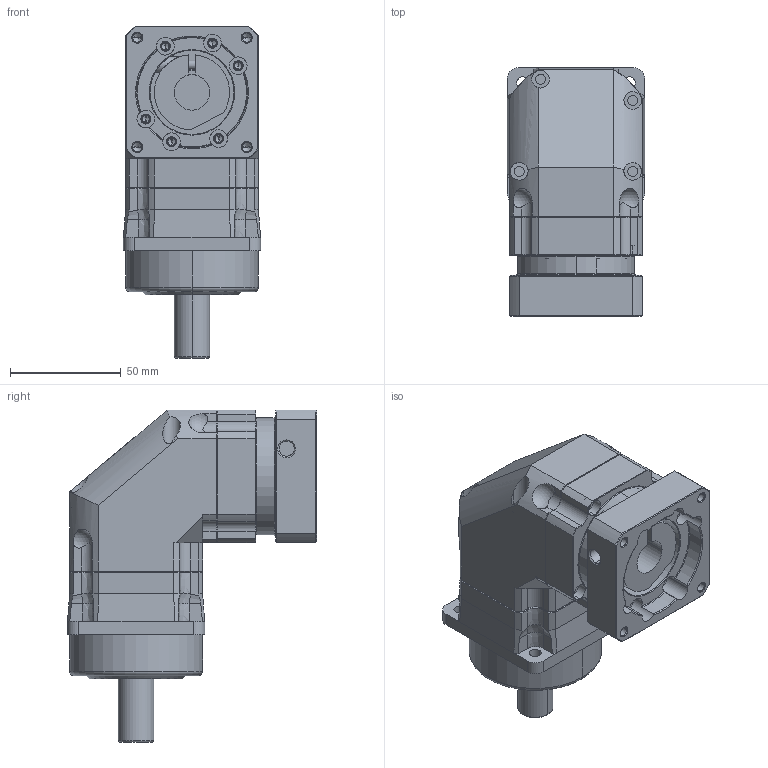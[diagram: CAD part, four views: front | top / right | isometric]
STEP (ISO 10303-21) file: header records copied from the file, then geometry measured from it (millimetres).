
FILE_DESCRIPTION((''),'2;1');
FILE_NAME('AFR0601-P0403200503_ASM','2016-06-30T',('d00435'),(''),'PRO/ENGINEER BY PARAMETRIC TECHNOLOGY CORPORATION, 2008410','PRO/ENGINEER BY PARAMETRIC TECHNOLOGY CORPORATION, 2008410','');
FILE_SCHEMA(('CONFIG_CONTROL_DESIGN'));
Length unit declared in the file: millimetre
Products named in the file (5): AF0601; P1001200001; P1301200001; P0403200503; AFR0601-P0403200503_ASM
Assembly tree (4 placements, depth 2):
  AFR0601-P0403200503_ASM
    AF0601
    P1001200001
    P1301200001
    P0403200503
Bounding box: 62 x 112.5 x 150 mm (x, y, z)
Volume: 371838.2 mm3; surface area: 99928 mm2
Topology: 5 solids, 23 shells, 783 faces, 1867 edges, 1122 vertices
Faces by surface type: cylinder 285, plane 222, cone 166, torus 74, bspline 32, sphere 4
Entity records: 24143 total; most frequent: CARTESIAN_POINT 5829, DIRECTION 4036, ORIENTED_EDGE 3592, EDGE_CURVE 1835, AXIS2_PLACEMENT_3D 1643, VERTEX_POINT 1122, EDGE_LOOP 891, CIRCLE 875
